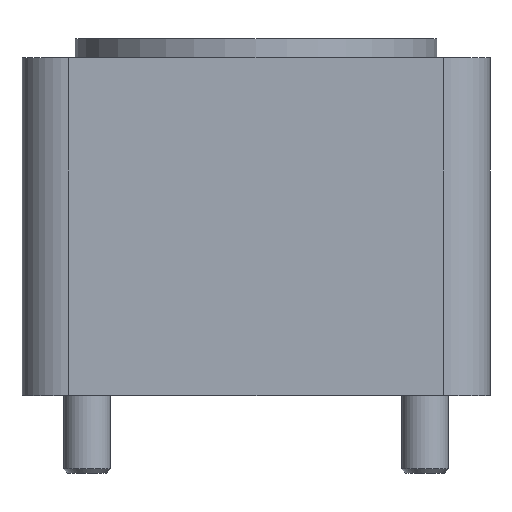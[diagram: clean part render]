
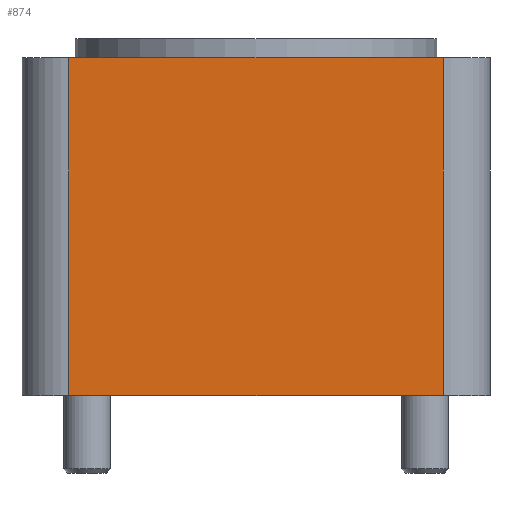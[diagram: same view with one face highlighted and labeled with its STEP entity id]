
A CAD part, left-side view. The second image highlights one B-rep face of the part: STEP entity #874.
In plain terms, the highlighted face is planar.
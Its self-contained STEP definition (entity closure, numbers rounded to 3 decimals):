
#171=ORIENTED_EDGE('',*,*,#372,.F.);
#172=ORIENTED_EDGE('',*,*,#371,.F.);
#173=ORIENTED_EDGE('',*,*,#373,.T.);
#174=ORIENTED_EDGE('',*,*,#374,.T.);
#371=EDGE_CURVE('',#470,#469,#550,.T.);
#372=EDGE_CURVE('',#469,#471,#551,.T.);
#373=EDGE_CURVE('',#470,#472,#552,.T.);
#374=EDGE_CURVE('',#472,#471,#553,.T.);
#469=VERTEX_POINT('',#1425);
#470=VERTEX_POINT('',#1427);
#471=VERTEX_POINT('',#1431);
#472=VERTEX_POINT('',#1433);
#550=LINE('',#1428,#584);
#551=LINE('',#1430,#585);
#552=LINE('',#1432,#586);
#553=LINE('',#1434,#587);
#584=VECTOR('',#1123,1000.);
#585=VECTOR('',#1126,1000.);
#586=VECTOR('',#1127,1000.);
#587=VECTOR('',#1128,1000.);
#614=EDGE_LOOP('',(#171,#172,#173,#174));
#728=FACE_BOUND('',#614,.T.);
#845=PLANE('',#971);
#874=ADVANCED_FACE('',(#728),#845,.T.);
#971=AXIS2_PLACEMENT_3D('',#1429,#1124,#1125);
#1123=DIRECTION('',(0.,0.,1.));
#1124=DIRECTION('',(1.,0.,0.));
#1125=DIRECTION('',(0.,0.,-1.));
#1126=DIRECTION('',(0.,1.,0.));
#1127=DIRECTION('',(0.,1.,0.));
#1128=DIRECTION('',(0.,0.,1.));
#1425=CARTESIAN_POINT('',(49.85,-39.85,-4.));
#1427=CARTESIAN_POINT('',(49.85,-39.85,-76.));
#1428=CARTESIAN_POINT('',(49.85,-39.85,-76.));
#1429=CARTESIAN_POINT('',(49.85,-39.85,-76.));
#1430=CARTESIAN_POINT('',(49.85,-39.85,-4.));
#1431=CARTESIAN_POINT('',(49.85,39.85,-4.));
#1432=CARTESIAN_POINT('',(49.85,-39.85,-76.));
#1433=CARTESIAN_POINT('',(49.85,39.85,-76.));
#1434=CARTESIAN_POINT('',(49.85,39.85,-76.));
